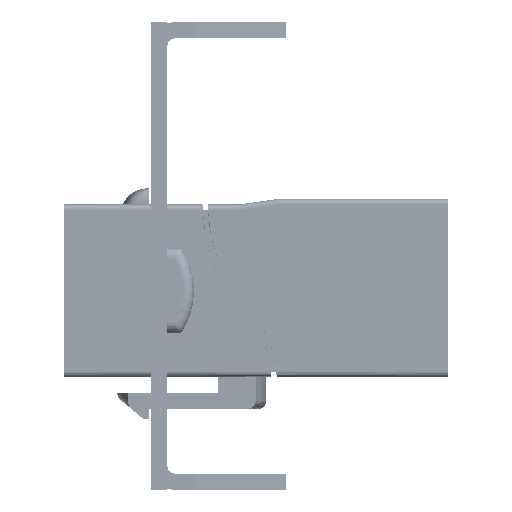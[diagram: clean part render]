
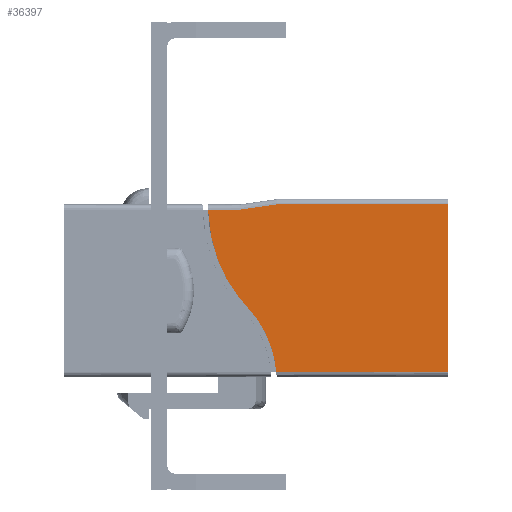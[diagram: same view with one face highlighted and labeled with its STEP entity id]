
A CAD part, left-side view. The second image highlights one B-rep face of the part: STEP entity #36397.
In plain terms, the highlighted planar face has unit normal (-1, 0, 0).
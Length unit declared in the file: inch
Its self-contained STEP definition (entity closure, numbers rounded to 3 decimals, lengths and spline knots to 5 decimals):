
#4193 = CARTESIAN_POINT ( 'NONE',  ( -0.2874, -0.25623, 0.17568 ) ) ;
#4422 = CARTESIAN_POINT ( 'NONE',  ( -0.2874, 0.30906, -0.07469 ) ) ;
#5845 = DIRECTION ( 'NONE',  ( -1., 0., 0. ) ) ;
#6089 = LINE ( 'NONE', #37081, #46484 ) ;
#7488 = CARTESIAN_POINT ( 'NONE',  ( -0.2874, 0.30906, -0.07469 ) ) ;
#9483 = CARTESIAN_POINT ( 'NONE',  ( -0.2874, -0.13319, 0.15358 ) ) ;
#10944 = DIRECTION ( 'NONE',  ( 0., 0., -1. ) ) ;
#11622 = VERTEX_POINT ( 'NONE', #35730 ) ;
#12897 = DIRECTION ( 'NONE',  ( 0., 0.141, 0.99 ) ) ;
#13713 = CARTESIAN_POINT ( 'NONE',  ( -0.2874, -0.30906, -0.07915 ) ) ;
#13801 = VECTOR ( 'NONE', #29732, 39.37008 ) ;
#14845 = CARTESIAN_POINT ( 'NONE',  ( -0.2874, 0.00309, 0.08744 ) ) ;
#15088 = EDGE_CURVE ( 'NONE', #37957, #11622, #65244, .T. ) ;
#15422 = CARTESIAN_POINT ( 'NONE',  ( -0.2874, -0.28937, 0.17756 ) ) ;
#17672 = VECTOR ( 'NONE', #12897, 39.37008 ) ;
#18872 = EDGE_CURVE ( 'NONE', #26572, #40770, #45630, .T. ) ;
#19712 = ORIENTED_EDGE ( 'NONE', *, *, #29166, .F. ) ;
#20185 = CARTESIAN_POINT ( 'NONE',  ( -0.2874, 0.06284, 0.03897 ) ) ;
#20648 = ORIENTED_EDGE ( 'NONE', *, *, #59623, .T. ) ;
#23554 = EDGE_CURVE ( 'NONE', #48932, #55063, #37762, .T. ) ;
#25443 = CARTESIAN_POINT ( 'NONE',  ( -0.2874, 0.11488, -0.00536 ) ) ;
#26572 = VERTEX_POINT ( 'NONE', #13713 ) ;
#27598 = ORIENTED_EDGE ( 'NONE', *, *, #18872, .T. ) ;
#27770 = DIRECTION ( 'NONE',  ( 1., 0., 0. ) ) ;
#28711 = AXIS2_PLACEMENT_3D ( 'NONE', #37409, #5845, #42718 ) ;
#29166 = EDGE_CURVE ( 'NONE', #45875, #40770, #63975, .T. ) ;
#29438 = LINE ( 'NONE', #61271, #13801 ) ;
#29732 = DIRECTION ( 'NONE',  ( 0., 0., 1. ) ) ;
#30698 = CARTESIAN_POINT ( 'NONE',  ( -0.2874, 0.22101, -0.059 ) ) ;
#32357 = CARTESIAN_POINT ( 'NONE',  ( -0.2874, -0.28937, 0.06144 ) ) ;
#35730 = CARTESIAN_POINT ( 'NONE',  ( -0.2874, -0.30906, -0.70965 ) ) ;
#35771 = CARTESIAN_POINT ( 'NONE',  ( -0.2874, -0.28937, 0.17756 ) ) ;
#35873 = DIRECTION ( 'NONE',  ( 0., -1., 0. ) ) ;
#36006 = CARTESIAN_POINT ( 'NONE',  ( -0.2874, 0.29958, -0.07377 ) ) ;
#36397 = ADVANCED_FACE ( 'NONE', ( #65008 ), #43419, .F. ) ;
#37081 = CARTESIAN_POINT ( 'NONE',  ( -0.2874, -0.28937, 0.70965 ) ) ;
#37409 = CARTESIAN_POINT ( 'NONE',  ( -0.2874, -0.32874, 0.06144 ) ) ;
#37762 = B_SPLINE_CURVE_WITH_KNOTS ( 'NONE', 3,
 ( #35771, #67356, #4193, #41075, #9483, #46358, #14845, #51633, #20185, #56934, #25443, #62241, #30698, #67592, #36006, #4422 ),
 .UNSPECIFIED., .F., .F.,
 ( 4, 1, 1, 1, 1, 1, 1, 1, 1, 1, 1, 1, 1, 4 ),
 ( 0.02686, 0.0625, 0.125, 0.25, 0.375, 0.5, 0.5625, 0.59375, 0.625, 0.6875, 0.75, 0.875, 0.9375, 0.97531 ),
 .UNSPECIFIED. ) ;
#37957 = VERTEX_POINT ( 'NONE', #55658 ) ;
#38572 = AXIS2_PLACEMENT_3D ( 'NONE', #59294, #27770, #64575 ) ;
#39169 = LINE ( 'NONE', #63478, #65539 ) ;
#39399 = EDGE_LOOP ( 'NONE', ( #20648, #51227, #53275, #57072, #40131, #27598, #19712 ) ) ;
#39775 = EDGE_CURVE ( 'NONE', #55063, #37957, #39169, .T. ) ;
#40131 = ORIENTED_EDGE ( 'NONE', *, *, #46546, .T. ) ;
#40770 = VERTEX_POINT ( 'NONE', #61107 ) ;
#41075 = CARTESIAN_POINT ( 'NONE',  ( -0.2874, -0.20331, 0.16953 ) ) ;
#42369 = DIRECTION ( 'NONE',  ( 0., 0., 1. ) ) ;
#42718 = DIRECTION ( 'NONE',  ( 0., 0., -1. ) ) ;
#43419 = PLANE ( 'NONE',  #38572 ) ;
#45630 = LINE ( 'NONE', #59863, #17672 ) ;
#45875 = VERTEX_POINT ( 'NONE', #32357 ) ;
#46358 = CARTESIAN_POINT ( 'NONE',  ( -0.2874, -0.05586, 0.12275 ) ) ;
#46484 = VECTOR ( 'NONE', #42369, 39.37008 ) ;
#46546 = EDGE_CURVE ( 'NONE', #11622, #26572, #29438, .T. ) ;
#48932 = VERTEX_POINT ( 'NONE', #15422 ) ;
#51227 = ORIENTED_EDGE ( 'NONE', *, *, #23554, .T. ) ;
#51633 = CARTESIAN_POINT ( 'NONE',  ( -0.2874, 0.04185, 0.05731 ) ) ;
#53275 = ORIENTED_EDGE ( 'NONE', *, *, #39775, .T. ) ;
#55063 = VERTEX_POINT ( 'NONE', #7488 ) ;
#55658 = CARTESIAN_POINT ( 'NONE',  ( -0.2874, 0.30906, -0.70965 ) ) ;
#56794 = CARTESIAN_POINT ( 'NONE',  ( -0.2874, -0.32874, -0.70965 ) ) ;
#56934 = CARTESIAN_POINT ( 'NONE',  ( -0.2874, 0.08478, 0.01822 ) ) ;
#57072 = ORIENTED_EDGE ( 'NONE', *, *, #15088, .T. ) ;
#59294 = CARTESIAN_POINT ( 'NONE',  ( -0.2874, -0.32874, 0.70965 ) ) ;
#59623 = EDGE_CURVE ( 'NONE', #45875, #48932, #6089, .T. ) ;
#59863 = CARTESIAN_POINT ( 'NONE',  ( -0.2874, -0.19902, 0.69111 ) ) ;
#61107 = CARTESIAN_POINT ( 'NONE',  ( -0.2874, -0.28977, 0.05587 ) ) ;
#61271 = CARTESIAN_POINT ( 'NONE',  ( -0.2874, -0.30906, 0.70965 ) ) ;
#62241 = CARTESIAN_POINT ( 'NONE',  ( -0.2874, 0.16551, -0.03677 ) ) ;
#63478 = CARTESIAN_POINT ( 'NONE',  ( -0.2874, 0.30906, 0.70965 ) ) ;
#63592 = VECTOR ( 'NONE', #35873, 39.37008 ) ;
#63975 = CIRCLE ( 'NONE', #28711, 0.03937 ) ;
#64575 = DIRECTION ( 'NONE',  ( 0., 0., -1. ) ) ;
#65008 = FACE_OUTER_BOUND ( 'NONE', #39399, .T. ) ;
#65244 = LINE ( 'NONE', #56794, #63592 ) ;
#65539 = VECTOR ( 'NONE', #10944, 39.37008 ) ;
#67356 = CARTESIAN_POINT ( 'NONE',  ( -0.2874, -0.28052, 0.17718 ) ) ;
#67592 = CARTESIAN_POINT ( 'NONE',  ( -0.2874, 0.27455, -0.07058 ) ) ;
